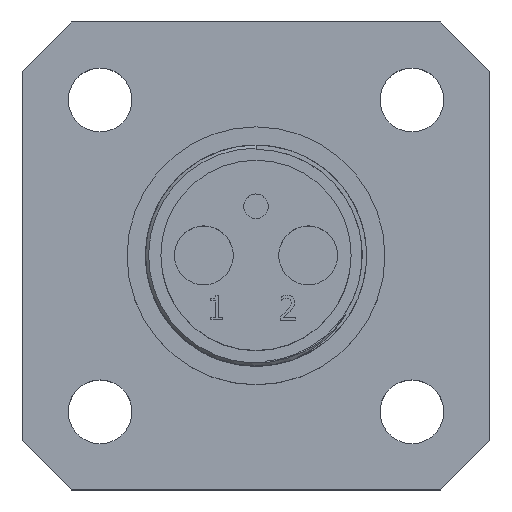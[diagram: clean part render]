
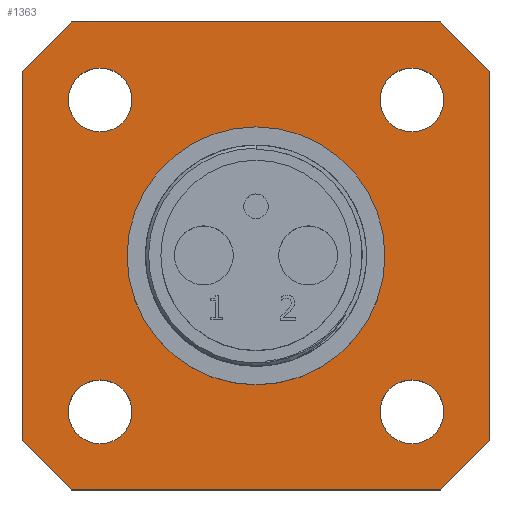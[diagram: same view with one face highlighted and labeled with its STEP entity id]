
A CAD part, top view. The second image highlights one B-rep face of the part: STEP entity #1363.
In plain terms, the highlighted planar face has unit normal (0, 0, 1).
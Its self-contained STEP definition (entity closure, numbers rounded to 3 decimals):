
#67=FACE_BOUND($,#353,.T.);
#68=FACE_BOUND($,#354,.T.);
#69=FACE_BOUND($,#355,.T.);
#70=FACE_BOUND($,#356,.T.);
#71=FACE_BOUND($,#357,.T.);
#107=CIRCLE($,#1461,2.6);
#108=CIRCLE($,#1463,2.6);
#109=CIRCLE($,#1465,2.6);
#110=CIRCLE($,#1467,2.6);
#113=CIRCLE($,#1473,10.5);
#226=FACE_OUTER_BOUND($,#352,.T.);
#352=EDGE_LOOP($,(#1208,#1209,#1210,#1211,#1212,#1213,#1214,#1215));
#353=EDGE_LOOP($,(#1216));
#354=EDGE_LOOP($,(#1217));
#355=EDGE_LOOP($,(#1218));
#356=EDGE_LOOP($,(#1219));
#357=EDGE_LOOP($,(#1220));
#463=LINE($,#2826,#558);
#469=LINE($,#2837,#564);
#477=LINE($,#2863,#572);
#479=LINE($,#2867,#574);
#481=LINE($,#2872,#576);
#483=LINE($,#2876,#578);
#485=LINE($,#2879,#580);
#486=LINE($,#2961,#581);
#558=VECTOR($,#1634,5.657);
#564=VECTOR($,#1642,30.1);
#572=VECTOR($,#1664,5.657);
#574=VECTOR($,#1668,30.1);
#576=VECTOR($,#1672,5.657);
#578=VECTOR($,#1676,30.1);
#580=VECTOR($,#1680,5.657);
#581=VECTOR($,#1791,30.1);
#661=VERTEX_POINT($,#2824);
#662=VERTEX_POINT($,#2825);
#666=VERTEX_POINT($,#2835);
#677=VERTEX_POINT($,#2861);
#678=VERTEX_POINT($,#2865);
#679=VERTEX_POINT($,#2869);
#680=VERTEX_POINT($,#2871);
#681=VERTEX_POINT($,#2875);
#701=VERTEX_POINT($,#2939);
#702=VERTEX_POINT($,#2942);
#703=VERTEX_POINT($,#2945);
#704=VERTEX_POINT($,#2948);
#707=VERTEX_POINT($,#2957);
#824=EDGE_CURVE($,#661,#662,#463,.T.);
#830=EDGE_CURVE($,#666,#661,#469,.T.);
#843=EDGE_CURVE($,#677,#666,#477,.T.);
#845=EDGE_CURVE($,#678,#677,#479,.T.);
#847=EDGE_CURVE($,#679,#680,#481,.T.);
#849=EDGE_CURVE($,#680,#681,#483,.T.);
#851=EDGE_CURVE($,#681,#678,#485,.T.);
#871=EDGE_CURVE($,#701,#701,#107,.T.);
#872=EDGE_CURVE($,#702,#702,#108,.T.);
#873=EDGE_CURVE($,#703,#703,#109,.T.);
#874=EDGE_CURVE($,#704,#704,#110,.T.);
#877=EDGE_CURVE($,#707,#707,#113,.T.);
#878=EDGE_CURVE($,#662,#679,#486,.T.);
#1208=ORIENTED_EDGE($,*,*,#824,.F.);
#1209=ORIENTED_EDGE($,*,*,#830,.F.);
#1210=ORIENTED_EDGE($,*,*,#843,.F.);
#1211=ORIENTED_EDGE($,*,*,#845,.F.);
#1212=ORIENTED_EDGE($,*,*,#851,.F.);
#1213=ORIENTED_EDGE($,*,*,#849,.F.);
#1214=ORIENTED_EDGE($,*,*,#847,.F.);
#1215=ORIENTED_EDGE($,*,*,#878,.F.);
#1216=ORIENTED_EDGE($,*,*,#871,.T.);
#1217=ORIENTED_EDGE($,*,*,#872,.T.);
#1218=ORIENTED_EDGE($,*,*,#873,.T.);
#1219=ORIENTED_EDGE($,*,*,#874,.T.);
#1220=ORIENTED_EDGE($,*,*,#877,.T.);
#1263=PLANE($,#1476);
#1363=ADVANCED_FACE($,(#226,#67,#68,#69,#70,#71),#1263,.T.);
#1461=AXIS2_PLACEMENT_3D($,#2940,#1761,#1762);
#1463=AXIS2_PLACEMENT_3D($,#2943,#1765,#1766);
#1465=AXIS2_PLACEMENT_3D($,#2946,#1769,#1770);
#1467=AXIS2_PLACEMENT_3D($,#2949,#1773,#1774);
#1473=AXIS2_PLACEMENT_3D($,#2958,#1785,#1786);
#1476=AXIS2_PLACEMENT_3D($,#2962,#1792,#1793);
#1634=DIRECTION($,(0.707,0.707,0.));
#1642=DIRECTION($,(0.,1.,0.));
#1664=DIRECTION($,(-0.707,0.707,0.));
#1668=DIRECTION($,(-1.,0.,0.));
#1672=DIRECTION($,(0.707,-0.707,0.));
#1676=DIRECTION($,(0.,-1.,0.));
#1680=DIRECTION($,(-0.707,-0.707,0.));
#1761=DIRECTION('center_axis',(0.,0.,-1.));
#1762=DIRECTION('ref_axis',(0.,-1.,0.));
#1765=DIRECTION('center_axis',(0.,0.,-1.));
#1766=DIRECTION('ref_axis',(-1.,0.,0.));
#1769=DIRECTION('center_axis',(0.,0.,-1.));
#1770=DIRECTION('ref_axis',(0.,1.,0.));
#1773=DIRECTION('center_axis',(0.,0.,-1.));
#1774=DIRECTION('ref_axis',(1.,0.,0.));
#1785=DIRECTION('center_axis',(0.,0.,-1.));
#1786=DIRECTION('ref_axis',(-1.,0.,0.));
#1791=DIRECTION($,(1.,0.,0.));
#1792=DIRECTION('center_axis',(0.,0.,1.));
#1793=DIRECTION('ref_axis',(1.,0.,0.));
#2824=CARTESIAN_POINT('',(-19.05,15.05,3.95));
#2825=CARTESIAN_POINT('',(-15.05,19.05,3.95));
#2826=CARTESIAN_POINT($,(-17.05,17.05,3.95));
#2835=CARTESIAN_POINT('',(-19.05,-15.05,3.95));
#2837=CARTESIAN_POINT($,(-19.05,-19.05,3.95));
#2861=CARTESIAN_POINT('',(-15.05,-19.05,3.95));
#2863=CARTESIAN_POINT($,(-17.05,-17.05,3.95));
#2865=CARTESIAN_POINT('',(15.05,-19.05,3.95));
#2867=CARTESIAN_POINT($,(19.05,-19.05,3.95));
#2869=CARTESIAN_POINT('',(15.05,19.05,3.95));
#2871=CARTESIAN_POINT('',(19.05,15.05,3.95));
#2872=CARTESIAN_POINT($,(17.05,17.05,3.95));
#2875=CARTESIAN_POINT('',(19.05,-15.05,3.95));
#2876=CARTESIAN_POINT($,(19.05,19.05,3.95));
#2879=CARTESIAN_POINT($,(17.05,-17.05,3.95));
#2939=CARTESIAN_POINT('',(12.7,10.1,3.95));
#2940=CARTESIAN_POINT('Origin',(12.7,12.7,3.95));
#2942=CARTESIAN_POINT('',(10.1,-12.7,3.95));
#2943=CARTESIAN_POINT('Origin',(12.7,-12.7,3.95));
#2945=CARTESIAN_POINT('',(-12.7,-10.1,3.95));
#2946=CARTESIAN_POINT('Origin',(-12.7,-12.7,3.95));
#2948=CARTESIAN_POINT('',(-10.1,12.7,3.95));
#2949=CARTESIAN_POINT('Origin',(-12.7,12.7,3.95));
#2957=CARTESIAN_POINT('',(10.5,0.,3.95));
#2958=CARTESIAN_POINT('Origin',(0.,0.,3.95));
#2961=CARTESIAN_POINT($,(-19.05,19.05,3.95));
#2962=CARTESIAN_POINT('Origin',(0.,0.,
3.95));
